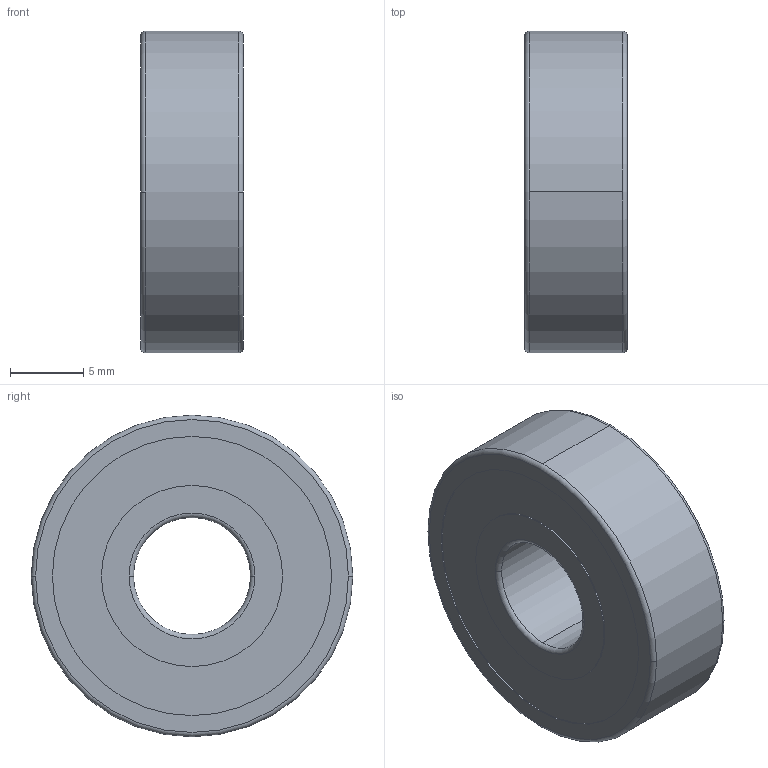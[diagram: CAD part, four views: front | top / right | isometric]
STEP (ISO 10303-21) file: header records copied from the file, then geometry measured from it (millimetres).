
FILE_DESCRIPTION(('STEP AP214'),'1');
FILE_NAME('inafag_608-2rsr_4me7v7v9wmarj6drc81cj6maz.stp','2016-05-17T09:21:45',('TraceParts'),('TraceParts S.A.'),'Spatial InterOp 3D',' ',' ');
FILE_SCHEMA(('automotive_design'));
Length unit declared in the file: millimetre
Products named in the file (9): 1; 2; 3; 4; 5; 6; 7; 8; 9
Bounding box: 7 x 22 x 22 mm (x, y, z)
Volume: 1878 mm3; surface area: 3411.9 mm2
Topology: 9 solids, 9 shells, 72 faces, 194 edges, 122 vertices
Faces by surface type: cylinder 36, torus 16, plane 12, sphere 8
Entity records: 3452 total; most frequent: CARTESIAN_POINT 917, DIRECTION 430, ORIENTED_EDGE 356, AXIS2_PLACEMENT_3D 195, EDGE_CURVE 178, VERTEX_POINT 122, CIRCLE 114, EDGE_LOOP 88
